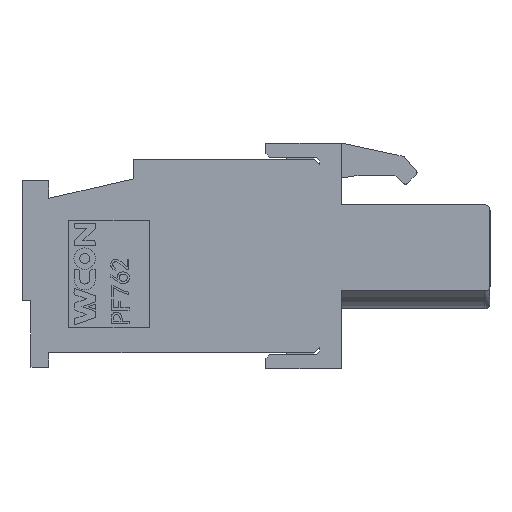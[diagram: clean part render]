
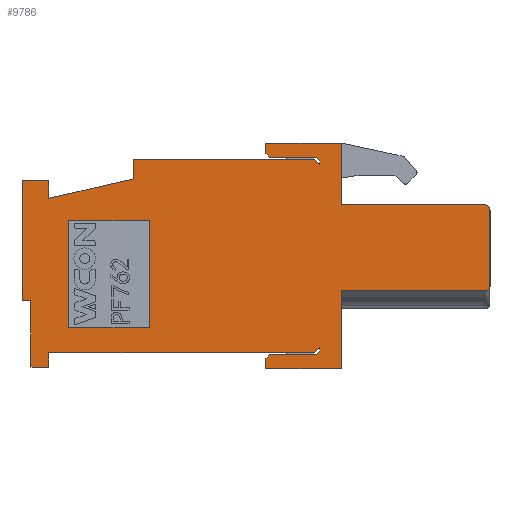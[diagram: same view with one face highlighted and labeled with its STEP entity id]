
A CAD part, left-side view. The second image highlights one B-rep face of the part: STEP entity #9786.
In plain terms, the highlighted planar face has unit normal (-1, 0, 0).
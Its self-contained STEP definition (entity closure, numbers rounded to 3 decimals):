
#7342=CARTESIAN_POINT('',(-14.24,-1.2,-1.95));
#7343=VERTEX_POINT('',#7342);
#7350=CARTESIAN_POINT('',(-14.24,-1.2,-6.3));
#7351=VERTEX_POINT('',#7350);
#7352=CARTESIAN_POINT('',(-14.24,-1.2,-1.95));
#7353=DIRECTION('',(0.,0.,-1.));
#7354=VECTOR('',#7353,4.35);
#7355=LINE('',#7352,#7354);
#7356=EDGE_CURVE('',#7343,#7351,#7355,.T.);
#9479=CARTESIAN_POINT('',(-14.24,0.2,-5.5));
#9480=VERTEX_POINT('',#9479);
#9487=CARTESIAN_POINT('',(-14.24,0.,-5.3));
#9488=VERTEX_POINT('',#9487);
#9489=CARTESIAN_POINT('',(-14.24,0.2,-5.5));
#9490=DIRECTION('',(0.,-0.707,0.707));
#9491=VECTOR('',#9490,0.283);
#9492=LINE('',#9489,#9491);
#9493=EDGE_CURVE('',#9480,#9488,#9492,.T.);
#9505=CARTESIAN_POINT('',(-14.24,0.,0.));
#9506=DIRECTION('',(0.,0.,-1.));
#9507=DIRECTION('',(-1.,-0.,-0.));
#9508=AXIS2_PLACEMENT_3D('',#9505,#9507,#9506);
#9509=PLANE('',#9508);
#9510=CARTESIAN_POINT('',(-14.24,3.,-6.3));
#9511=VERTEX_POINT('',#9510);
#9512=CARTESIAN_POINT('',(-14.24,3.,-6.3));
#9513=DIRECTION('',(0.,-1.,0.));
#9514=VECTOR('',#9513,4.2);
#9515=LINE('',#9512,#9514);
#9516=EDGE_CURVE('',#9511,#7351,#9515,.T.);
#9517=ORIENTED_EDGE('',*,*,#9516,.T.);
#9518=ORIENTED_EDGE('',*,*,#7356,.F.);
#9519=CARTESIAN_POINT('',(-14.24,-9.2,-1.95));
#9520=VERTEX_POINT('',#9519);
#9521=CARTESIAN_POINT('',(-14.24,-1.2,-1.95));
#9522=DIRECTION('',(0.,-1.,0.));
#9523=VECTOR('',#9522,8.);
#9524=LINE('',#9521,#9523);
#9525=EDGE_CURVE('',#7343,#9520,#9524,.T.);
#9526=ORIENTED_EDGE('',*,*,#9525,.T.);
#9527=CARTESIAN_POINT('',(-14.24,-9.5,-1.65));
#9528=VERTEX_POINT('',#9527);
#9529=CARTESIAN_POINT('',(-14.24,-9.2,-1.65));
#9530=DIRECTION('',(0.,0.,-1.));
#9531=DIRECTION('',(-1.,0.,0.));
#9532=AXIS2_PLACEMENT_3D('',#9529,#9531,#9530);
#9533=CIRCLE('',#9532,0.3);
#9534=EDGE_CURVE('',#9520,#9528,#9533,.T.);
#9535=ORIENTED_EDGE('',*,*,#9534,.T.);
#9536=CARTESIAN_POINT('',(-14.24,-9.5,2.55));
#9537=VERTEX_POINT('',#9536);
#9538=CARTESIAN_POINT('',(-14.24,-9.5,-1.65));
#9539=DIRECTION('',(0.,0.,1.));
#9540=VECTOR('',#9539,4.2);
#9541=LINE('',#9538,#9540);
#9542=EDGE_CURVE('',#9528,#9537,#9541,.T.);
#9543=ORIENTED_EDGE('',*,*,#9542,.T.);
#9544=CARTESIAN_POINT('',(-14.24,-9.2,2.85));
#9545=VERTEX_POINT('',#9544);
#9546=CARTESIAN_POINT('',(-14.24,-9.2,2.55));
#9547=DIRECTION('',(0.,-1.,0.));
#9548=DIRECTION('',(-1.,0.,0.));
#9549=AXIS2_PLACEMENT_3D('',#9546,#9548,#9547);
#9550=CIRCLE('',#9549,0.3);
#9551=EDGE_CURVE('',#9537,#9545,#9550,.T.);
#9552=ORIENTED_EDGE('',*,*,#9551,.T.);
#9553=CARTESIAN_POINT('',(-14.24,-1.2,2.85));
#9554=VERTEX_POINT('',#9553);
#9555=CARTESIAN_POINT('',(-14.24,-9.2,2.85));
#9556=DIRECTION('',(0.,1.,0.));
#9557=VECTOR('',#9556,8.);
#9558=LINE('',#9555,#9557);
#9559=EDGE_CURVE('',#9545,#9554,#9558,.T.);
#9560=ORIENTED_EDGE('',*,*,#9559,.T.);
#9561=CARTESIAN_POINT('',(-14.24,-1.2,6.3));
#9562=VERTEX_POINT('',#9561);
#9563=CARTESIAN_POINT('',(-14.24,-1.2,2.85));
#9564=DIRECTION('',(0.,0.,1.));
#9565=VECTOR('',#9564,3.45);
#9566=LINE('',#9563,#9565);
#9567=EDGE_CURVE('',#9554,#9562,#9566,.T.);
#9568=ORIENTED_EDGE('',*,*,#9567,.T.);
#9569=CARTESIAN_POINT('',(-14.24,3.,6.3));
#9570=VERTEX_POINT('',#9569);
#9571=CARTESIAN_POINT('',(-14.24,-1.2,6.3));
#9572=DIRECTION('',(0.,1.,0.));
#9573=VECTOR('',#9572,4.2);
#9574=LINE('',#9571,#9573);
#9575=EDGE_CURVE('',#9562,#9570,#9574,.T.);
#9576=ORIENTED_EDGE('',*,*,#9575,.T.);
#9577=CARTESIAN_POINT('',(-14.24,3.,5.7));
#9578=VERTEX_POINT('',#9577);
#9579=CARTESIAN_POINT('',(-14.24,3.,6.3));
#9580=DIRECTION('',(0.,0.,-1.));
#9581=VECTOR('',#9580,0.6);
#9582=LINE('',#9579,#9581);
#9583=EDGE_CURVE('',#9570,#9578,#9582,.T.);
#9584=ORIENTED_EDGE('',*,*,#9583,.T.);
#9585=CARTESIAN_POINT('',(-14.24,2.8,5.5));
#9586=VERTEX_POINT('',#9585);
#9587=CARTESIAN_POINT('',(-14.24,3.,5.7));
#9588=DIRECTION('',(0.,-0.707,-0.707));
#9589=VECTOR('',#9588,0.283);
#9590=LINE('',#9587,#9589);
#9591=EDGE_CURVE('',#9578,#9586,#9590,.T.);
#9592=ORIENTED_EDGE('',*,*,#9591,.T.);
#9593=CARTESIAN_POINT('',(-14.24,0.2,5.5));
#9594=VERTEX_POINT('',#9593);
#9595=CARTESIAN_POINT('',(-14.24,2.8,5.5));
#9596=DIRECTION('',(0.,-1.,0.));
#9597=VECTOR('',#9596,2.6);
#9598=LINE('',#9595,#9597);
#9599=EDGE_CURVE('',#9586,#9594,#9598,.T.);
#9600=ORIENTED_EDGE('',*,*,#9599,.T.);
#9601=CARTESIAN_POINT('',(-14.24,0.,5.3));
#9602=VERTEX_POINT('',#9601);
#9603=CARTESIAN_POINT('',(-14.24,0.2,5.5));
#9604=DIRECTION('',(0.,-0.707,-0.707));
#9605=VECTOR('',#9604,0.283);
#9606=LINE('',#9603,#9605);
#9607=EDGE_CURVE('',#9594,#9602,#9606,.T.);
#9608=ORIENTED_EDGE('',*,*,#9607,.T.);
#9609=CARTESIAN_POINT('',(-14.24,0.,5.1));
#9610=VERTEX_POINT('',#9609);
#9611=CARTESIAN_POINT('',(-14.24,0.,5.1));
#9612=DIRECTION('',(0.,0.,1.));
#9613=VECTOR('',#9612,0.2);
#9614=LINE('',#9611,#9613);
#9615=EDGE_CURVE('',#9610,#9602,#9614,.T.);
#9616=ORIENTED_EDGE('',*,*,#9615,.F.);
#9617=CARTESIAN_POINT('',(-14.24,0.3,5.4));
#9618=VERTEX_POINT('',#9617);
#9619=CARTESIAN_POINT('',(-14.24,0.3,5.4));
#9620=DIRECTION('',(0.,-0.707,-0.707));
#9621=VECTOR('',#9620,0.424);
#9622=LINE('',#9619,#9621);
#9623=EDGE_CURVE('',#9618,#9610,#9622,.T.);
#9624=ORIENTED_EDGE('',*,*,#9623,.F.);
#9625=CARTESIAN_POINT('',(-14.24,10.4,5.4));
#9626=VERTEX_POINT('',#9625);
#9627=CARTESIAN_POINT('',(-14.24,10.4,5.4));
#9628=DIRECTION('',(0.,-1.,0.));
#9629=VECTOR('',#9628,10.1);
#9630=LINE('',#9627,#9629);
#9631=EDGE_CURVE('',#9626,#9618,#9630,.T.);
#9632=ORIENTED_EDGE('',*,*,#9631,.F.);
#9633=CARTESIAN_POINT('',(-14.24,10.4,4.3));
#9634=VERTEX_POINT('',#9633);
#9635=CARTESIAN_POINT('',(-14.24,10.4,4.3));
#9636=DIRECTION('',(0.,0.,1.));
#9637=VECTOR('',#9636,1.1);
#9638=LINE('',#9635,#9637);
#9639=EDGE_CURVE('',#9634,#9626,#9638,.T.);
#9640=ORIENTED_EDGE('',*,*,#9639,.F.);
#9641=CARTESIAN_POINT('',(-14.24,15.1,3.215));
#9642=VERTEX_POINT('',#9641);
#9643=CARTESIAN_POINT('',(-14.24,15.1,3.215));
#9644=DIRECTION('',(0.,-0.974,0.225));
#9645=VECTOR('',#9644,4.824);
#9646=LINE('',#9643,#9645);
#9647=EDGE_CURVE('',#9642,#9634,#9646,.T.);
#9648=ORIENTED_EDGE('',*,*,#9647,.F.);
#9649=CARTESIAN_POINT('',(-14.24,15.1,4.2));
#9650=VERTEX_POINT('',#9649);
#9651=CARTESIAN_POINT('',(-14.24,15.1,4.2));
#9652=DIRECTION('',(0.,0.,-1.));
#9653=VECTOR('',#9652,0.985);
#9654=LINE('',#9651,#9653);
#9655=EDGE_CURVE('',#9650,#9642,#9654,.T.);
#9656=ORIENTED_EDGE('',*,*,#9655,.F.);
#9657=CARTESIAN_POINT('',(-14.24,16.6,4.2));
#9658=VERTEX_POINT('',#9657);
#9659=CARTESIAN_POINT('',(-14.24,16.6,4.2));
#9660=DIRECTION('',(0.,-1.,0.));
#9661=VECTOR('',#9660,1.5);
#9662=LINE('',#9659,#9661);
#9663=EDGE_CURVE('',#9658,#9650,#9662,.T.);
#9664=ORIENTED_EDGE('',*,*,#9663,.F.);
#9665=CARTESIAN_POINT('',(-14.24,16.6,-2.5));
#9666=VERTEX_POINT('',#9665);
#9667=CARTESIAN_POINT('',(-14.24,16.6,-2.5));
#9668=DIRECTION('',(0.,0.,1.));
#9669=VECTOR('',#9668,6.7);
#9670=LINE('',#9667,#9669);
#9671=EDGE_CURVE('',#9666,#9658,#9670,.T.);
#9672=ORIENTED_EDGE('',*,*,#9671,.F.);
#9673=CARTESIAN_POINT('',(-14.24,16.1,-2.5));
#9674=VERTEX_POINT('',#9673);
#9675=CARTESIAN_POINT('',(-14.24,16.1,-2.5));
#9676=DIRECTION('',(0.,1.,0.));
#9677=VECTOR('',#9676,0.5);
#9678=LINE('',#9675,#9677);
#9679=EDGE_CURVE('',#9674,#9666,#9678,.T.);
#9680=ORIENTED_EDGE('',*,*,#9679,.F.);
#9681=CARTESIAN_POINT('',(-14.24,16.1,-6.2));
#9682=VERTEX_POINT('',#9681);
#9683=CARTESIAN_POINT('',(-14.24,16.1,-6.2));
#9684=DIRECTION('',(0.,0.,1.));
#9685=VECTOR('',#9684,3.7);
#9686=LINE('',#9683,#9685);
#9687=EDGE_CURVE('',#9682,#9674,#9686,.T.);
#9688=ORIENTED_EDGE('',*,*,#9687,.F.);
#9689=CARTESIAN_POINT('',(-14.24,15.1,-6.2));
#9690=VERTEX_POINT('',#9689);
#9691=CARTESIAN_POINT('',(-14.24,15.1,-6.2));
#9692=DIRECTION('',(0.,1.,0.));
#9693=VECTOR('',#9692,1.);
#9694=LINE('',#9691,#9693);
#9695=EDGE_CURVE('',#9690,#9682,#9694,.T.);
#9696=ORIENTED_EDGE('',*,*,#9695,.F.);
#9697=CARTESIAN_POINT('',(-14.24,15.1,-5.4));
#9698=VERTEX_POINT('',#9697);
#9699=CARTESIAN_POINT('',(-14.24,15.1,-5.4));
#9700=DIRECTION('',(0.,0.,-1.));
#9701=VECTOR('',#9700,0.8);
#9702=LINE('',#9699,#9701);
#9703=EDGE_CURVE('',#9698,#9690,#9702,.T.);
#9704=ORIENTED_EDGE('',*,*,#9703,.F.);
#9705=CARTESIAN_POINT('',(-14.24,0.3,-5.4));
#9706=VERTEX_POINT('',#9705);
#9707=CARTESIAN_POINT('',(-14.24,0.3,-5.4));
#9708=DIRECTION('',(0.,1.,0.));
#9709=VECTOR('',#9708,14.8);
#9710=LINE('',#9707,#9709);
#9711=EDGE_CURVE('',#9706,#9698,#9710,.T.);
#9712=ORIENTED_EDGE('',*,*,#9711,.F.);
#9713=CARTESIAN_POINT('',(-14.24,0.,-5.1));
#9714=VERTEX_POINT('',#9713);
#9715=CARTESIAN_POINT('',(-14.24,0.,-5.1));
#9716=DIRECTION('',(0.,0.707,-0.707));
#9717=VECTOR('',#9716,0.424);
#9718=LINE('',#9715,#9717);
#9719=EDGE_CURVE('',#9714,#9706,#9718,.T.);
#9720=ORIENTED_EDGE('',*,*,#9719,.F.);
#9721=CARTESIAN_POINT('',(-14.24,0.,-5.3));
#9722=DIRECTION('',(0.,0.,1.));
#9723=VECTOR('',#9722,0.2);
#9724=LINE('',#9721,#9723);
#9725=EDGE_CURVE('',#9488,#9714,#9724,.T.);
#9726=ORIENTED_EDGE('',*,*,#9725,.F.);
#9727=ORIENTED_EDGE('',*,*,#9493,.F.);
#9728=CARTESIAN_POINT('',(-14.24,2.8,-5.5));
#9729=VERTEX_POINT('',#9728);
#9730=CARTESIAN_POINT('',(-14.24,0.2,-5.5));
#9731=DIRECTION('',(0.,1.,0.));
#9732=VECTOR('',#9731,2.6);
#9733=LINE('',#9730,#9732);
#9734=EDGE_CURVE('',#9480,#9729,#9733,.T.);
#9735=ORIENTED_EDGE('',*,*,#9734,.T.);
#9736=CARTESIAN_POINT('',(-14.24,3.,-5.7));
#9737=VERTEX_POINT('',#9736);
#9738=CARTESIAN_POINT('',(-14.24,2.8,-5.5));
#9739=DIRECTION('',(0.,0.707,-0.707));
#9740=VECTOR('',#9739,0.283);
#9741=LINE('',#9738,#9740);
#9742=EDGE_CURVE('',#9729,#9737,#9741,.T.);
#9743=ORIENTED_EDGE('',*,*,#9742,.T.);
#9744=CARTESIAN_POINT('',(-14.24,3.,-5.7));
#9745=DIRECTION('',(0.,0.,-1.));
#9746=VECTOR('',#9745,0.6);
#9747=LINE('',#9744,#9746);
#9748=EDGE_CURVE('',#9737,#9511,#9747,.T.);
#9749=ORIENTED_EDGE('',*,*,#9748,.T.);
#9750=EDGE_LOOP('',(#9517,#9518,#9526,#9535,#9543,#9552,#9560,#9568,#9576,#9584,#9592,#9600,#9608,#9616,#9624,#9632,#9640,#9648,#9656,#9664,#9672,#9680,#9688,#9696,#9704,#9712,#9720,#9726,#9727,#9735,#9743,#9749));
#9751=FACE_OUTER_BOUND('',#9750,.T.);
#9752=CARTESIAN_POINT('',(-14.24,14.,2.));
#9753=VERTEX_POINT('',#9752);
#9754=CARTESIAN_POINT('',(-14.24,9.5,2.));
#9755=VERTEX_POINT('',#9754);
#9756=CARTESIAN_POINT('',(-14.24,14.,2.));
#9757=DIRECTION('',(0.,-1.,0.));
#9758=VECTOR('',#9757,4.5);
#9759=LINE('',#9756,#9758);
#9760=EDGE_CURVE('',#9753,#9755,#9759,.T.);
#9761=ORIENTED_EDGE('',*,*,#9760,.T.);
#9762=CARTESIAN_POINT('',(-14.24,9.5,-4.));
#9763=VERTEX_POINT('',#9762);
#9764=CARTESIAN_POINT('',(-14.24,9.5,2.));
#9765=DIRECTION('',(0.,0.,-1.));
#9766=VECTOR('',#9765,6.);
#9767=LINE('',#9764,#9766);
#9768=EDGE_CURVE('',#9755,#9763,#9767,.T.);
#9769=ORIENTED_EDGE('',*,*,#9768,.T.);
#9770=CARTESIAN_POINT('',(-14.24,14.,-4.));
#9771=VERTEX_POINT('',#9770);
#9772=CARTESIAN_POINT('',(-14.24,9.5,-4.));
#9773=DIRECTION('',(0.,1.,0.));
#9774=VECTOR('',#9773,4.5);
#9775=LINE('',#9772,#9774);
#9776=EDGE_CURVE('',#9763,#9771,#9775,.T.);
#9777=ORIENTED_EDGE('',*,*,#9776,.T.);
#9778=CARTESIAN_POINT('',(-14.24,14.,-4.));
#9779=DIRECTION('',(0.,0.,1.));
#9780=VECTOR('',#9779,6.);
#9781=LINE('',#9778,#9780);
#9782=EDGE_CURVE('',#9771,#9753,#9781,.T.);
#9783=ORIENTED_EDGE('',*,*,#9782,.T.);
#9784=EDGE_LOOP('',(#9761,#9769,#9777,#9783));
#9785=FACE_BOUND('',#9784,.T.);
#9786=ADVANCED_FACE('',(#9751,#9785),#9509,.T.);
